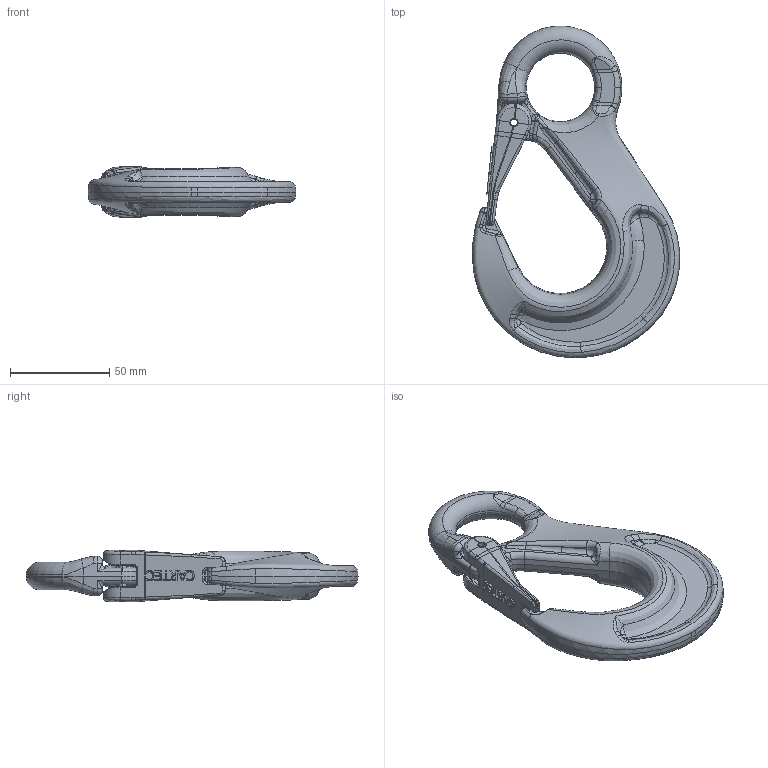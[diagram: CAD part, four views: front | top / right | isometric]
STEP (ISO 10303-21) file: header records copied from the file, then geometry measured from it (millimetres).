
FILE_DESCRIPTION(('STEP AP214'),'1');
FILE_NAME('ca_10.stp','2018-01-22T15:03:22',('TraceParts'),('TraceParts S.A.'),'Spatial InterOp 3D',' ',' ');
FILE_SCHEMA(('automotive_design'));
Length unit declared in the file: millimetre
Products named in the file (3): ca_10_1; ca_10_2; ca_10_3
Bounding box: 104.61 x 167.33 x 26 mm (x, y, z)
Volume: 109872.8 mm3; surface area: 29743.5 mm2
Topology: 3 solids, 3 shells, 813 faces, 2009 edges, 1152 vertices
Faces by surface type: bspline 462, plane 140, cylinder 129, cone 36, torus 34, sphere 12
Entity records: 102254 total; most frequent: CARTESIAN_POINT 79536, ORIENTED_EDGE 3906, DIRECTION 2672, EDGE_CURVE 1953, VERTEX_POINT 1152, AXIS2_PLACEMENT_3D 1073, EDGE_LOOP 829, STYLED_ITEM 816
